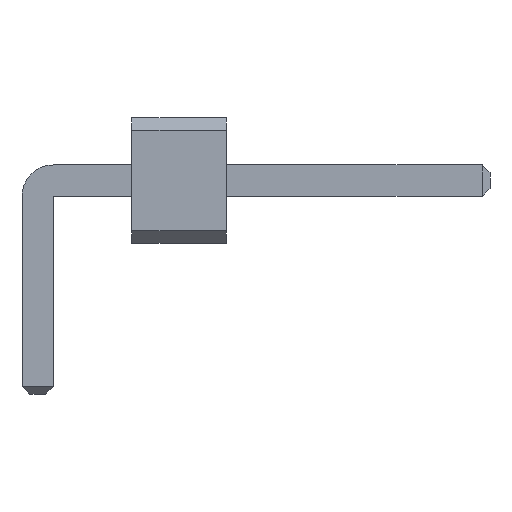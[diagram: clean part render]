
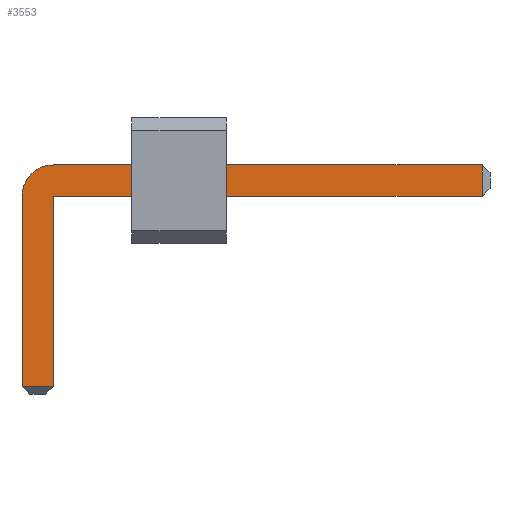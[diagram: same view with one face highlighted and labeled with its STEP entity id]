
A CAD part, front view. The second image highlights one B-rep face of the part: STEP entity #3553.
In plain terms, the highlighted planar face has unit normal (0, -1, 0).
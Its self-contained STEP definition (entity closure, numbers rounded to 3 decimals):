
#13=DIRECTION('',(0.,0.,1.));
#27=VECTOR('',#28,1.);
#28=DIRECTION('',(1.,0.,0.));
#1588=VECTOR('',#13,1.);
#1630=DIRECTION('',(0.,1.,0.));
#3367=VECTOR('',#3368,1.);
#3368=DIRECTION('',(0.,0.,-1.));
#3375=VECTOR('',#3376,1.);
#3376=DIRECTION('',(-1.,0.,0.));
#3397=DIRECTION('',(-0.,1.,0.));
#3407=VERTEX_POINT('',#3408);
#3408=CARTESIAN_POINT('',(0.25,-52.25,1.25));
#3410=ORIENTED_EDGE('',*,*,#3411,.T.);
#3411=EDGE_CURVE('',#3407,#3412,#3414,.T.);
#3412=VERTEX_POINT('',#3413);
#3413=CARTESIAN_POINT('',(7.075,-52.25,1.25));
#3414=LINE('',#3415,#27);
#3415=CARTESIAN_POINT('',(-0.25,-52.25,1.25));
#3451=EDGE_CURVE('',#3452,#3407,#3454,.T.);
#3452=VERTEX_POINT('',#3453);
#3453=CARTESIAN_POINT('',(-0.25,-52.25,0.75));
#3454=CIRCLE('',#3455,0.5);
#3455=AXIS2_PLACEMENT_3D('',#3456,#3397,#3368);
#3456=CARTESIAN_POINT('',(0.25,-52.25,0.75));
#3468=VERTEX_POINT('',#3469);
#3469=CARTESIAN_POINT('',(7.075,-52.25,0.75));
#3471=ORIENTED_EDGE('',*,*,#3472,.T.);
#3472=EDGE_CURVE('',#3468,#3473,#3474,.T.);
#3473=VERTEX_POINT('',#3456);
#3474=LINE('',#3475,#3375);
#3475=CARTESIAN_POINT('',(7.2,-52.25,0.75));
#3487=VERTEX_POINT('',#3488);
#3488=CARTESIAN_POINT('',(-0.25,-52.25,-2.275));
#3490=ORIENTED_EDGE('',*,*,#3491,.T.);
#3491=EDGE_CURVE('',#3487,#3452,#3492,.T.);
#3492=LINE('',#3493,#1588);
#3493=CARTESIAN_POINT('',(-0.25,-52.25,-2.4));
#3501=ORIENTED_EDGE('',*,*,#3502,.T.);
#3502=EDGE_CURVE('',#3473,#3503,#3505,.T.);
#3503=VERTEX_POINT('',#3504);
#3504=CARTESIAN_POINT('',(0.25,-52.25,-2.275));
#3505=LINE('',#3456,#3367);
#3553=ADVANCED_FACE('',(#3554),#3563,.F.);
#3554=FACE_BOUND('',#3555,.F.);
#3555=EDGE_LOOP('',(#3410,#3556,#3471,#3501,#3559,#3490,#3562));
#3556=ORIENTED_EDGE('',*,*,#3557,.T.);
#3557=EDGE_CURVE('',#3412,#3468,#3558,.T.);
#3558=LINE('',#3413,#3367);
#3559=ORIENTED_EDGE('',*,*,#3560,.T.);
#3560=EDGE_CURVE('',#3503,#3487,#3561,.T.);
#3561=LINE('',#3504,#3375);
#3562=ORIENTED_EDGE('',*,*,#3451,.T.);
#3563=PLANE('',#3564);
#3564=AXIS2_PLACEMENT_3D('',#3565,#1630,#13);
#3565=CARTESIAN_POINT('',(2.489,-52.25,0.411));
